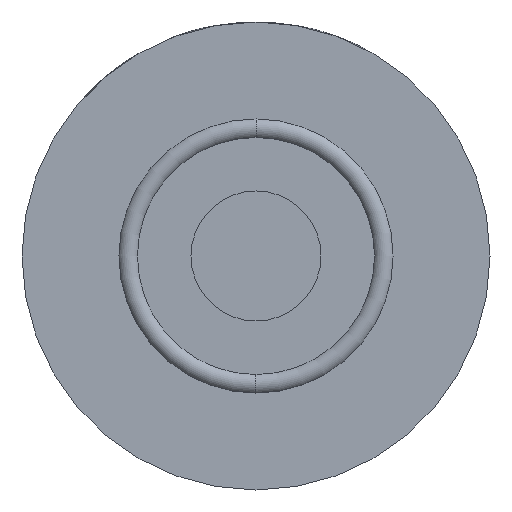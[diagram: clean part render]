
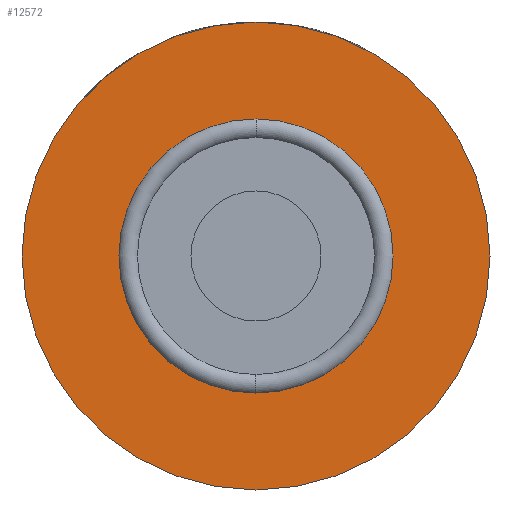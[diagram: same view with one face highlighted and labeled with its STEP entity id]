
A CAD part, left-side view. The second image highlights one B-rep face of the part: STEP entity #12572.
In plain terms, the highlighted planar face has unit normal (-1, 0, 0).
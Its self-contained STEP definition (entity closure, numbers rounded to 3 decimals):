
#564 = CIRCLE ( 'NONE', #5753, 27. ) ;
#782 = ORIENTED_EDGE ( 'NONE', *, *, #11839, .F. ) ;
#1119 = CIRCLE ( 'NONE', #5735, 27. ) ;
#1449 = ORIENTED_EDGE ( 'NONE', *, *, #10346, .F. ) ;
#1650 = CIRCLE ( 'NONE', #5736, 15.818 ) ;
#2169 = ORIENTED_EDGE ( 'NONE', *, *, #11840, .T. ) ;
#2306 = FACE_BOUND ( 'NONE', #5663, .T. ) ;
#2372 = FACE_OUTER_BOUND ( 'NONE', #5664, .T. ) ;
#2385 = ORIENTED_EDGE ( 'NONE', *, *, #10527, .T. ) ;
#2743 = CIRCLE ( 'NONE', #3834, 15.818 ) ;
#3651 = CARTESIAN_POINT ( 'NONE',  ( 0., 15.818, 0. ) ) ;
#3715 = PLANE ( 'NONE',  #9790 ) ;
#3716 = DIRECTION ( 'NONE',  ( 1., 0., 0. ) ) ;
#3717 = DIRECTION ( 'NONE',  ( 0., 0., -1. ) ) ;
#3834 = AXIS2_PLACEMENT_3D ( 'NONE', #8811, #8810, #8809 ) ;
#5206 = VERTEX_POINT ( 'NONE', #6222 ) ;
#5208 = VERTEX_POINT ( 'NONE', #6219 ) ;
#5212 = VERTEX_POINT ( 'NONE', #6215 ) ;
#5213 = VERTEX_POINT ( 'NONE', #6214 ) ;
#5663 = EDGE_LOOP ( 'NONE', ( #1449, #782 ) ) ;
#5664 = EDGE_LOOP ( 'NONE', ( #2385, #2169 ) ) ;
#5735 = AXIS2_PLACEMENT_3D ( 'NONE', #15747, #15746, #15745 ) ;
#5736 = AXIS2_PLACEMENT_3D ( 'NONE', #15753, #15752, #15750 ) ;
#5753 = AXIS2_PLACEMENT_3D ( 'NONE', #15728, #15701, #15650 ) ;
#6214 = CARTESIAN_POINT ( 'NONE',  ( 0., 0., 27. ) ) ;
#6215 = CARTESIAN_POINT ( 'NONE',  ( 0., 0., -27. ) ) ;
#6219 = CARTESIAN_POINT ( 'NONE',  ( 0., 0., 15.818 ) ) ;
#6222 = CARTESIAN_POINT ( 'NONE',  ( 0., 0., -15.818 ) ) ;
#8809 = DIRECTION ( 'NONE',  ( 0., 0., 1. ) ) ;
#8810 = DIRECTION ( 'NONE',  ( -1., 0., 0. ) ) ;
#8811 = CARTESIAN_POINT ( 'NONE',  ( 0., 0., 0. ) ) ;
#9790 = AXIS2_PLACEMENT_3D ( 'NONE', #3651, #3716, #3717 ) ;
#10346 = EDGE_CURVE ( 'NONE', #5208, #5206, #2743, .T. ) ;
#10527 = EDGE_CURVE ( 'NONE', #5213, #5212, #564, .T. ) ;
#11839 = EDGE_CURVE ( 'NONE', #5206, #5208, #1650, .T. ) ;
#11840 = EDGE_CURVE ( 'NONE', #5212, #5213, #1119, .T. ) ;
#12572 = ADVANCED_FACE ( 'NONE', ( #2306, #2372 ), #3715, .F. ) ;
#15650 = DIRECTION ( 'NONE',  ( 0., 0., 1. ) ) ;
#15701 = DIRECTION ( 'NONE',  ( -1., 0., 0. ) ) ;
#15728 = CARTESIAN_POINT ( 'NONE',  ( 0., 0., 0. ) ) ;
#15745 = DIRECTION ( 'NONE',  ( 0., 0., 1. ) ) ;
#15746 = DIRECTION ( 'NONE',  ( -1., 0., 0. ) ) ;
#15747 = CARTESIAN_POINT ( 'NONE',  ( 0., 0., 0. ) ) ;
#15750 = DIRECTION ( 'NONE',  ( 0., 0., 1. ) ) ;
#15752 = DIRECTION ( 'NONE',  ( -1., 0., 0. ) ) ;
#15753 = CARTESIAN_POINT ( 'NONE',  ( 0., 0., 0. ) ) ;
